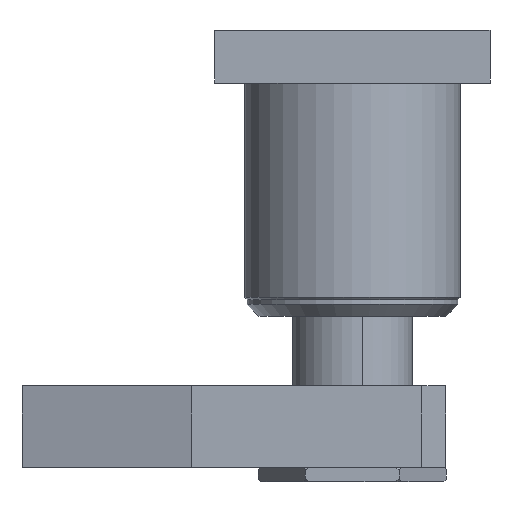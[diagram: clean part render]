
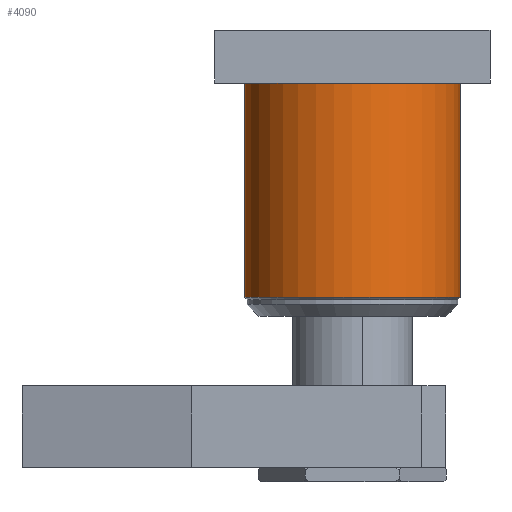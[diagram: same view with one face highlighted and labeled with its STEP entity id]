
A CAD part, front view. The second image highlights one B-rep face of the part: STEP entity #4090.
In plain terms, the highlighted cylindrical face has radius 45 mm (diameter 90 mm), a partial arc.
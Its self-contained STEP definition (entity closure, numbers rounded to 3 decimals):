
#101 = CARTESIAN_POINT ( 'NONE',  ( -45., 0., 0. ) ) ;
#106 = DIRECTION ( 'NONE',  ( 0., 0., 1. ) ) ;
#107 = DIRECTION ( 'NONE',  ( 0., 0., 1. ) ) ;
#112 = CARTESIAN_POINT ( 'NONE',  ( 45., 0., 0. ) ) ;
#376 = CARTESIAN_POINT ( 'NONE',  ( 0., 0., 0. ) ) ;
#377 = DIRECTION ( 'NONE',  ( 0., 0., 1. ) ) ;
#378 = DIRECTION ( 'NONE',  ( 1., 0., 0. ) ) ;
#388 = CARTESIAN_POINT ( 'NONE',  ( 0., 0., 0. ) ) ;
#389 = DIRECTION ( 'NONE',  ( 0., 0., 1. ) ) ;
#390 = DIRECTION ( 'NONE',  ( 1., 0., 0. ) ) ;
#415 = CARTESIAN_POINT ( 'NONE',  ( 0., 0., -89.5 ) ) ;
#416 = DIRECTION ( 'NONE',  ( 0., 0., 1. ) ) ;
#417 = DIRECTION ( 'NONE',  ( -1., 0., 0. ) ) ;
#559 = CARTESIAN_POINT ( 'NONE',  ( 0., -45., 0. ) ) ;
#1334 = CARTESIAN_POINT ( 'NONE',  ( 45., 0., 0. ) ) ;
#1347 = CARTESIAN_POINT ( 'NONE',  ( -45., 0., 0. ) ) ;
#1394 = ORIENTED_EDGE ( 'NONE', *, *, #2658, .F. ) ;
#1395 = ORIENTED_EDGE ( 'NONE', *, *, #2663, .F. ) ;
#1396 = ORIENTED_EDGE ( 'NONE', *, *, #2593, .T. ) ;
#1397 = ORIENTED_EDGE ( 'NONE', *, *, #2675, .T. ) ;
#1398 = ORIENTED_EDGE ( 'NONE', *, *, #2590, .F. ) ;
#2005 = EDGE_LOOP ( 'NONE', ( #1398, #1397, #1396, #1395, #1394 ) ) ;
#2144 = VERTEX_POINT ( 'NONE', #559 ) ;
#2590 = EDGE_CURVE ( 'NONE', #3388, #3341, #3692, .T. ) ;
#2593 = EDGE_CURVE ( 'NONE', #3383, #3326, #3687, .T. ) ;
#2658 = EDGE_CURVE ( 'NONE', #3341, #2144, #3619, .T. ) ;
#2663 = EDGE_CURVE ( 'NONE', #2144, #3326, #3585, .T. ) ;
#2675 = EDGE_CURVE ( 'NONE', #3388, #3383, #3566, .T. ) ;
#2913 = AXIS2_PLACEMENT_3D ( 'NONE', #376, #377, #378 ) ;
#2915 = AXIS2_PLACEMENT_3D ( 'NONE', #388, #389, #390 ) ;
#2921 = AXIS2_PLACEMENT_3D ( 'NONE', #415, #416, #417 ) ;
#2962 = AXIS2_PLACEMENT_3D ( 'NONE', #4656, #4655, #4647 ) ;
#3326 = VERTEX_POINT ( 'NONE', #1334 ) ;
#3341 = VERTEX_POINT ( 'NONE', #1347 ) ;
#3383 = VERTEX_POINT ( 'NONE', #4319 ) ;
#3388 = VERTEX_POINT ( 'NONE', #4316 ) ;
#3566 = CIRCLE ( 'NONE', #2921, 45. ) ;
#3585 = CIRCLE ( 'NONE', #2915, 45. ) ;
#3619 = CIRCLE ( 'NONE', #2913, 45. ) ;
#3684 = VECTOR ( 'NONE', #107, 1000. ) ;
#3687 = LINE ( 'NONE', #112, #3684 ) ;
#3688 = VECTOR ( 'NONE', #106, 1000. ) ;
#3692 = LINE ( 'NONE', #101, #3688 ) ;
#4090 = ADVANCED_FACE ( 'NONE', ( #5521 ), #5533, .T. ) ;
#4316 = CARTESIAN_POINT ( 'NONE',  ( -45., 0., -89.5 ) ) ;
#4319 = CARTESIAN_POINT ( 'NONE',  ( 45., 0., -89.5 ) ) ;
#4647 = DIRECTION ( 'NONE',  ( 1., 0., 0. ) ) ;
#4655 = DIRECTION ( 'NONE',  ( 0., 0., 1. ) ) ;
#4656 = CARTESIAN_POINT ( 'NONE',  ( 0., 0., 0. ) ) ;
#5521 = FACE_OUTER_BOUND ( 'NONE', #2005, .T. ) ;
#5533 = CYLINDRICAL_SURFACE ( 'NONE', #2962, 45. ) ;
